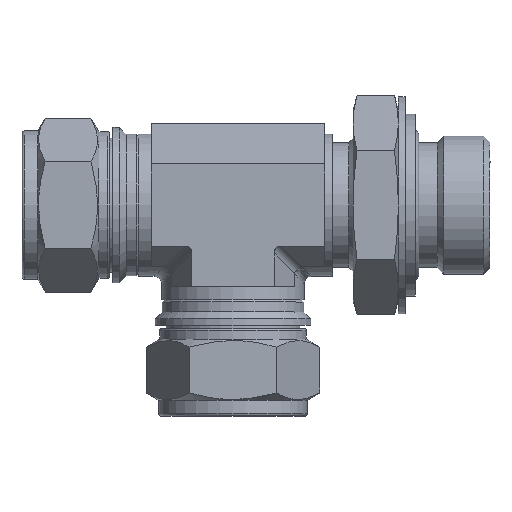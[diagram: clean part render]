
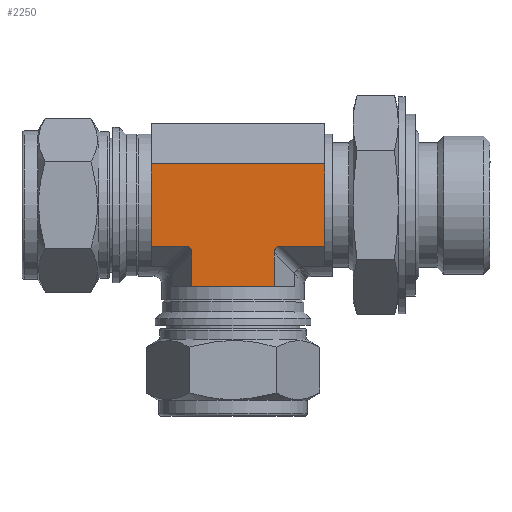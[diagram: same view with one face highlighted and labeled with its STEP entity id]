
A CAD part, top view. The second image highlights one B-rep face of the part: STEP entity #2250.
In plain terms, the highlighted planar face has unit normal (0, 0, 1).
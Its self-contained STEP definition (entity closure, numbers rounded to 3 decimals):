
#20=ELLIPSE('',#2477,1.936,1.5);
#30=ELLIPSE('',#2502,1.936,1.5);
#358=FACE_OUTER_BOUND('',#513,.T.);
#513=EDGE_LOOP('',(#1844,#1845,#1846,#1847,#1848,#1849,#1850,#1851,#1852,
#1853,#1854,#1855,#1856));
#647=LINE('',#3806,#780);
#654=LINE('',#3860,#787);
#661=LINE('',#3926,#794);
#662=LINE('',#3928,#795);
#664=LINE('',#3933,#797);
#665=LINE('',#3935,#798);
#666=LINE('',#3937,#799);
#667=LINE('',#3939,#800);
#668=LINE('',#3941,#801);
#669=LINE('',#3943,#802);
#670=LINE('',#3944,#803);
#780=VECTOR('',#3026,10.);
#787=VECTOR('',#3051,10.);
#794=VECTOR('',#3092,10.);
#795=VECTOR('',#3095,10.);
#797=VECTOR('',#3101,10.);
#798=VECTOR('',#3102,10.);
#799=VECTOR('',#3103,10.);
#800=VECTOR('',#3104,10.);
#801=VECTOR('',#3105,10.);
#802=VECTOR('',#3106,10.);
#803=VECTOR('',#3107,10.);
#994=VERTEX_POINT('',#3726);
#995=VERTEX_POINT('',#3727);
#1007=VERTEX_POINT('',#3788);
#1014=VERTEX_POINT('',#3805);
#1020=VERTEX_POINT('',#3852);
#1021=VERTEX_POINT('',#3854);
#1022=VERTEX_POINT('',#3858);
#1033=VERTEX_POINT('',#3932);
#1034=VERTEX_POINT('',#3934);
#1035=VERTEX_POINT('',#3936);
#1036=VERTEX_POINT('',#3938);
#1037=VERTEX_POINT('',#3940);
#1038=VERTEX_POINT('',#3942);
#1258=EDGE_CURVE('',#994,#995,#20,.T.);
#1283=EDGE_CURVE('',#1014,#995,#647,.T.);
#1293=EDGE_CURVE('',#1020,#1021,#30,.T.);
#1296=EDGE_CURVE('',#1022,#1020,#654,.T.);
#1314=EDGE_CURVE('',#1022,#1007,#661,.T.);
#1315=EDGE_CURVE('',#1007,#1014,#662,.T.);
#1317=EDGE_CURVE('',#994,#1033,#664,.T.);
#1318=EDGE_CURVE('',#1034,#1033,#665,.T.);
#1319=EDGE_CURVE('',#1035,#1034,#666,.T.);
#1320=EDGE_CURVE('',#1036,#1035,#667,.T.);
#1321=EDGE_CURVE('',#1036,#1037,#668,.T.);
#1322=EDGE_CURVE('',#1037,#1038,#669,.T.);
#1323=EDGE_CURVE('',#1038,#1021,#670,.T.);
#1844=ORIENTED_EDGE('',*,*,#1317,.T.);
#1845=ORIENTED_EDGE('',*,*,#1318,.F.);
#1846=ORIENTED_EDGE('',*,*,#1319,.F.);
#1847=ORIENTED_EDGE('',*,*,#1320,.F.);
#1848=ORIENTED_EDGE('',*,*,#1321,.T.);
#1849=ORIENTED_EDGE('',*,*,#1322,.T.);
#1850=ORIENTED_EDGE('',*,*,#1323,.T.);
#1851=ORIENTED_EDGE('',*,*,#1293,.F.);
#1852=ORIENTED_EDGE('',*,*,#1296,.F.);
#1853=ORIENTED_EDGE('',*,*,#1314,.T.);
#1854=ORIENTED_EDGE('',*,*,#1315,.T.);
#1855=ORIENTED_EDGE('',*,*,#1283,.T.);
#1856=ORIENTED_EDGE('',*,*,#1258,.F.);
#2129=PLANE('',#2523);
#2250=ADVANCED_FACE('',(#358),#2129,.T.);
#2477=AXIS2_PLACEMENT_3D('',#3728,#2979,#2980);
#2502=AXIS2_PLACEMENT_3D('',#3855,#3045,#3046);
#2523=AXIS2_PLACEMENT_3D('',#3931,#3099,#3100);
#2979=DIRECTION('center_axis',(0.,0.,
1.));
#2980=DIRECTION('ref_axis',(-0.707,0.707,0.));
#3026=DIRECTION('',(0.,1.,0.));
#3045=DIRECTION('center_axis',(0.,0.,
1.));
#3046=DIRECTION('ref_axis',(0.707,0.707,0.));
#3051=DIRECTION('',(0.,1.,0.));
#3092=DIRECTION('',(1.,0.,0.));
#3095=DIRECTION('',(1.,0.,0.));
#3099=DIRECTION('center_axis',(0.,0.,
1.));
#3100=DIRECTION('ref_axis',(0.,-1.,0.));
#3101=DIRECTION('',(1.,0.,0.));
#3102=DIRECTION('',(0.,-1.,0.));
#3103=DIRECTION('',(0.,-1.,0.));
#3104=DIRECTION('',(1.,0.,0.));
#3105=DIRECTION('',(0.,-1.,0.));
#3106=DIRECTION('',(0.,-1.,0.));
#3107=DIRECTION('',(1.,0.,0.));
#3726=CARTESIAN_POINT('',(9.093,-7.794,13.5));
#3727=CARTESIAN_POINT('',(7.794,-9.093,13.5));
#3728=CARTESIAN_POINT('Origin',(9.526,-9.526,13.5));
#3788=CARTESIAN_POINT('',(0.,-15.5,13.5));
#3805=CARTESIAN_POINT('',(7.794,-15.5,13.5));
#3806=CARTESIAN_POINT('',(7.794,-15.5,13.5));
#3852=CARTESIAN_POINT('',(-7.794,-9.093,13.5));
#3854=CARTESIAN_POINT('',(-9.093,-7.794,13.5));
#3855=CARTESIAN_POINT('Origin',(-9.526,-9.526,13.5));
#3858=CARTESIAN_POINT('',(-7.794,-15.5,13.5));
#3860=CARTESIAN_POINT('',(-7.794,-15.5,13.5));
#3926=CARTESIAN_POINT('',(-7.794,-15.5,13.5));
#3928=CARTESIAN_POINT('',(-7.794,-15.5,13.5));
#3931=CARTESIAN_POINT('Origin',(-15.5,7.794,13.5));
#3932=CARTESIAN_POINT('',(17.4,-7.794,13.5));
#3933=CARTESIAN_POINT('',(-15.5,-7.794,13.5));
#3934=CARTESIAN_POINT('',(17.4,0.,13.5));
#3935=CARTESIAN_POINT('',(17.4,4.419,13.5));
#3936=CARTESIAN_POINT('',(17.4,7.794,13.5));
#3937=CARTESIAN_POINT('',(17.4,4.419,13.5));
#3938=CARTESIAN_POINT('',(-15.5,7.794,13.5));
#3939=CARTESIAN_POINT('',(-15.5,7.794,13.5));
#3940=CARTESIAN_POINT('',(-15.5,0.,13.5));
#3941=CARTESIAN_POINT('',(-15.5,7.794,13.5));
#3942=CARTESIAN_POINT('',(-15.5,-7.794,13.5));
#3943=CARTESIAN_POINT('',(-15.5,7.794,13.5));
#3944=CARTESIAN_POINT('',(-15.5,-7.794,13.5));
